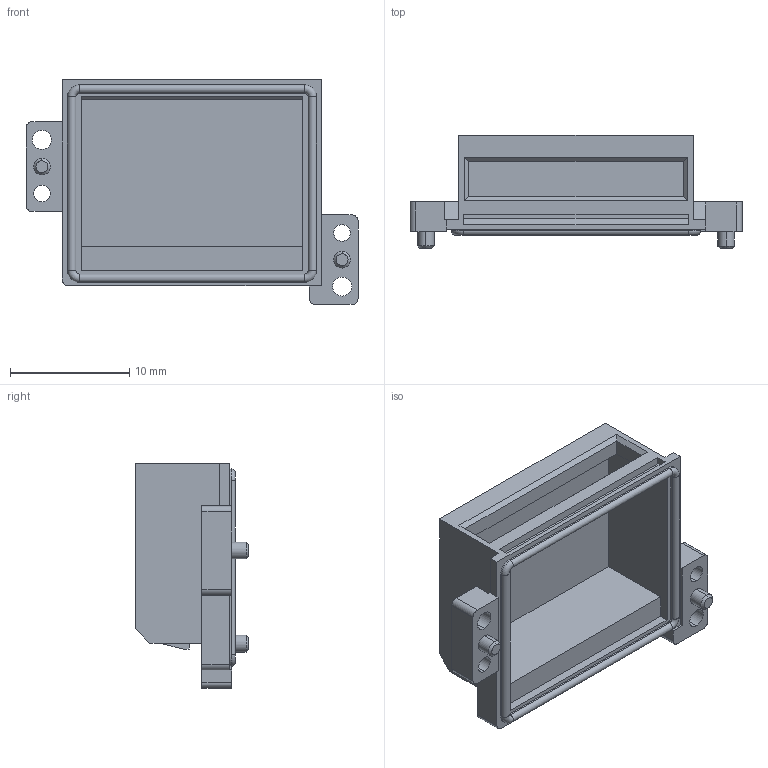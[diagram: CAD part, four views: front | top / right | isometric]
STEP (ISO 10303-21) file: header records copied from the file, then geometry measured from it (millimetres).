
FILE_DESCRIPTION (( 'STEP AP214' ), '1' );
FILE_NAME ('05-00245--A114526-001.STEP', '2020-04-22T13:09:27', ( '' ), ( '' ), 'SwSTEP 2.0', 'SolidWorks 2018', '' );
FILE_SCHEMA (( 'AUTOMOTIVE_DESIGN' ));
Length unit declared in the file: millimetre
Products named in the file (2): 05-00245--A114526-001
Bounding box: 27.82 x 9.45 x 18.85 mm (x, y, z)
Volume: 874.1 mm3; surface area: 1946.4 mm2
Topology: 1 solids, 1 shells, 105 faces, 263 edges, 166 vertices
Faces by surface type: plane 67, cylinder 30, cone 4, torus 4
Entity records: 3430 total; most frequent: DIRECTION 541, CARTESIAN_POINT 536, ORIENTED_EDGE 526, EDGE_CURVE 263, LINE 199, VECTOR 199, AXIS2_PLACEMENT_3D 171, VERTEX_POINT 166
